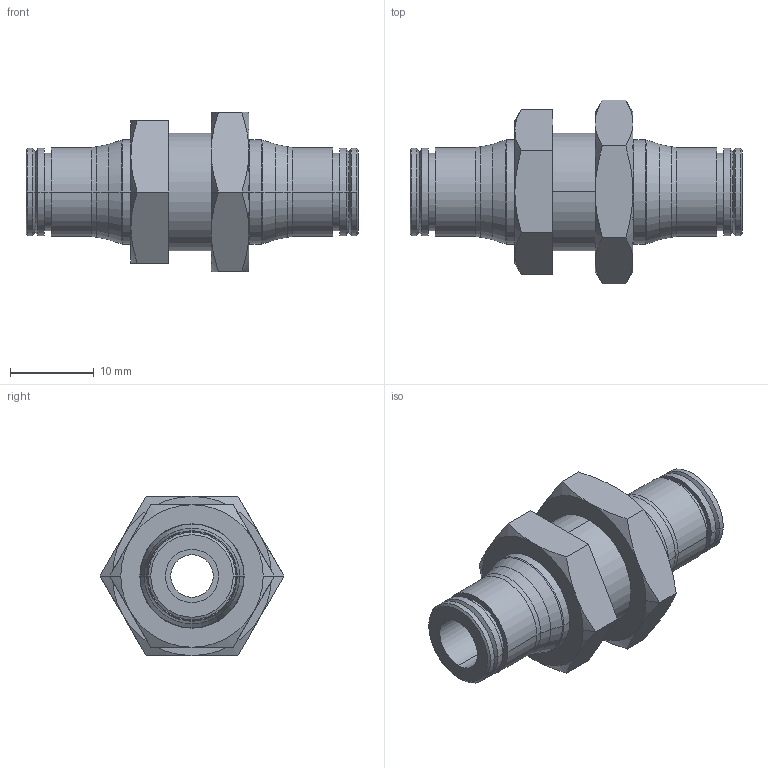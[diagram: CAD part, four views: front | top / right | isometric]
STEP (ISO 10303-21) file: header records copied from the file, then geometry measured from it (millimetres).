
FILE_DESCRIPTION(('STEP AP214'),'1');
FILE_NAME('3816_56_00.stp','2016-07-07T14:27:29',('TraceParts'),('TraceParts S.A.'),'Spatial InterOp 3D',' ',' ');
FILE_SCHEMA(('automotive_design'));
Length unit declared in the file: millimetre
Products named in the file (2): 1; 2
Bounding box: 39.62 x 21.94 x 19 mm (x, y, z)
Volume: 4619.1 mm3; surface area: 3594.8 mm2
Topology: 2 solids, 2 shells, 114 faces, 238 edges, 136 vertices
Faces by surface type: cone 60, cylinder 30, plane 24
Entity records: 3064 total; most frequent: CARTESIAN_POINT 634, DIRECTION 546, ORIENTED_EDGE 476, EDGE_CURVE 238, AXIS2_PLACEMENT_3D 228, VERTEX_POINT 136, EDGE_LOOP 126, ADVANCED_FACE 114
